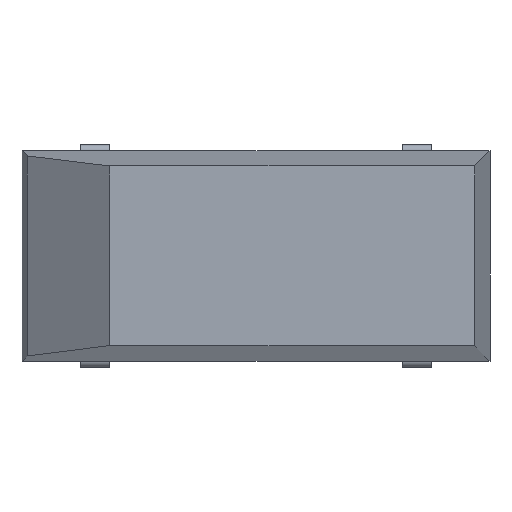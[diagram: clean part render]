
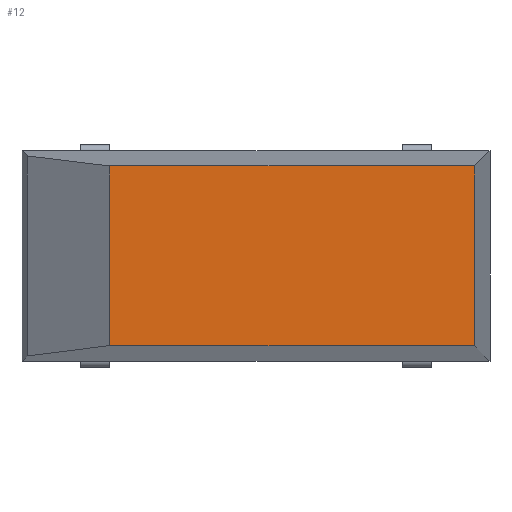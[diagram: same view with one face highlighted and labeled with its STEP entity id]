
A CAD part, top view. The second image highlights one B-rep face of the part: STEP entity #12.
In plain terms, the highlighted planar face has unit normal (0, 0, 1).
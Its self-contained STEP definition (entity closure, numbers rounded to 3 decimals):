
#12 = ADVANCED_FACE ( 'NONE', ( #254 ), #4198, .T. ) ;
#132 = DIRECTION ( 'NONE',  ( 0., 0., 1. ) ) ;
#195 = VECTOR ( 'NONE', #421, 1000. ) ;
#254 = FACE_OUTER_BOUND ( 'NONE', #302, .T. ) ;
#302 = EDGE_LOOP ( 'NONE', ( #4216, #4108, #972, #5229 ) ) ;
#421 = DIRECTION ( 'NONE',  ( 0., 1., 0. ) ) ;
#826 = LINE ( 'NONE', #3334, #195 ) ;
#972 = ORIENTED_EDGE ( 'NONE', *, *, #3516, .T. ) ;
#1037 = VECTOR ( 'NONE', #2986, 1000. ) ;
#1244 = AXIS2_PLACEMENT_3D ( 'NONE', #3172, #132, #4727 ) ;
#1272 = LINE ( 'NONE', #6006, #1037 ) ;
#1837 = CARTESIAN_POINT ( 'NONE',  ( -2.503, 1.536, 1.5 ) ) ;
#1967 = VERTEX_POINT ( 'NONE', #3585 ) ;
#2228 = VERTEX_POINT ( 'NONE', #6041 ) ;
#2734 = VERTEX_POINT ( 'NONE', #4934 ) ;
#2986 = DIRECTION ( 'NONE',  ( 1., 0., 0. ) ) ;
#3016 = LINE ( 'NONE', #6605, #3349 ) ;
#3172 = CARTESIAN_POINT ( 'NONE',  ( 0., 0., 1.5 ) ) ;
#3334 = CARTESIAN_POINT ( 'NONE',  ( 3.736, 1.8, 1.5 ) ) ;
#3349 = VECTOR ( 'NONE', #5572, 1000. ) ;
#3402 = VERTEX_POINT ( 'NONE', #1837 ) ;
#3516 = EDGE_CURVE ( 'NONE', #1967, #2734, #1272, .T. ) ;
#3585 = CARTESIAN_POINT ( 'NONE',  ( -2.503, -1.536, 1.5 ) ) ;
#3623 = DIRECTION ( 'NONE',  ( 0., -1., 0. ) ) ;
#3665 = VECTOR ( 'NONE', #3623, 1000. ) ;
#4088 = EDGE_CURVE ( 'NONE', #2228, #3402, #3016, .T. ) ;
#4108 = ORIENTED_EDGE ( 'NONE', *, *, #5993, .T. ) ;
#4198 = PLANE ( 'NONE',  #1244 ) ;
#4216 = ORIENTED_EDGE ( 'NONE', *, *, #4088, .T. ) ;
#4409 = LINE ( 'NONE', #5720, #3665 ) ;
#4727 = DIRECTION ( 'NONE',  ( 1., 0., 0. ) ) ;
#4934 = CARTESIAN_POINT ( 'NONE',  ( 3.736, -1.536, 1.5 ) ) ;
#5229 = ORIENTED_EDGE ( 'NONE', *, *, #5524, .T. ) ;
#5524 = EDGE_CURVE ( 'NONE', #2734, #2228, #826, .T. ) ;
#5572 = DIRECTION ( 'NONE',  ( -1., 0., 0. ) ) ;
#5720 = CARTESIAN_POINT ( 'NONE',  ( -2.503, -1.536, 1.5 ) ) ;
#5993 = EDGE_CURVE ( 'NONE', #3402, #1967, #4409, .T. ) ;
#6006 = CARTESIAN_POINT ( 'NONE',  ( -4., -1.536, 1.5 ) ) ;
#6041 = CARTESIAN_POINT ( 'NONE',  ( 3.736, 1.536, 1.5 ) ) ;
#6605 = CARTESIAN_POINT ( 'NONE',  ( -4., 1.536, 1.5 ) ) ;
